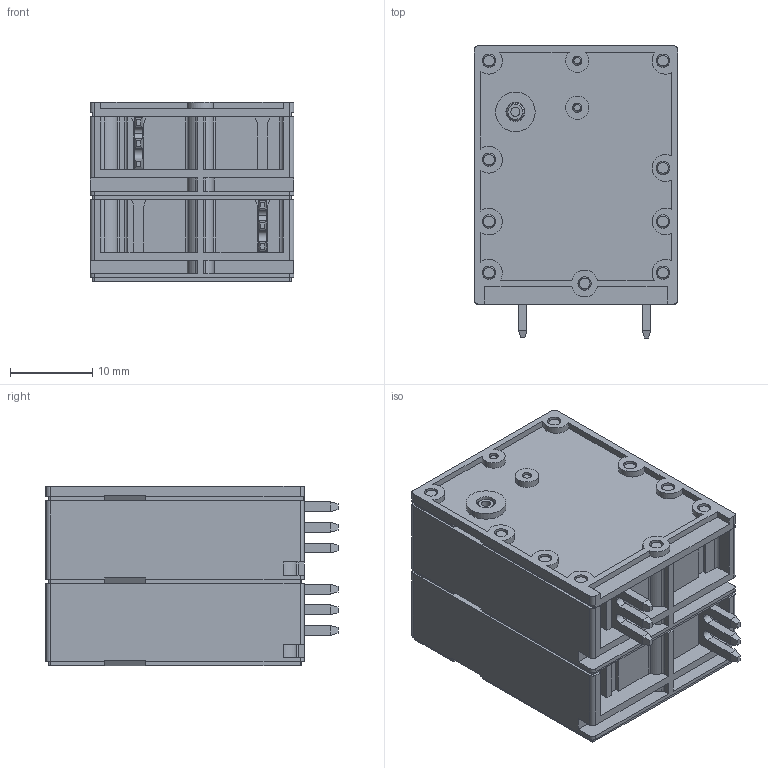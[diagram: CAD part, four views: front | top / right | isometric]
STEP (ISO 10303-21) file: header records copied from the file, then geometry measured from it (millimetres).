
FILE_DESCRIPTION (( 'STEP AP214' ), '1' );
FILE_NAME ('CUI_DEVICES_TBL008-1000V-02BE.step', '2019-11-17T20:12:24', ( '' ), ( '' ), 'SwSTEP 2.0', 'SolidWorks 2019', '' );
FILE_SCHEMA (( 'AUTOMOTIVE_DESIGN' ));
Length unit declared in the file: millimetre
Products named in the file (1): CUI_DEVICES_TBL008-1000V-02BE
Bounding box: 24.7 x 35.4 x 21.8 mm (x, y, z)
Volume: 13791.7 mm3; surface area: 9107.5 mm2
Topology: 6 solids, 6 shells, 743 faces, 1783 edges, 1096 vertices
Faces by surface type: plane 304, cylinder 261, cone 168, bspline 6, torus 4
Entity records: 22088 total; most frequent: CARTESIAN_POINT 4309, DIRECTION 3825, ORIENTED_EDGE 3566, EDGE_CURVE 1783, AXIS2_PLACEMENT_3D 1362, VECTOR 1101, LINE 1101, VERTEX_POINT 1096
